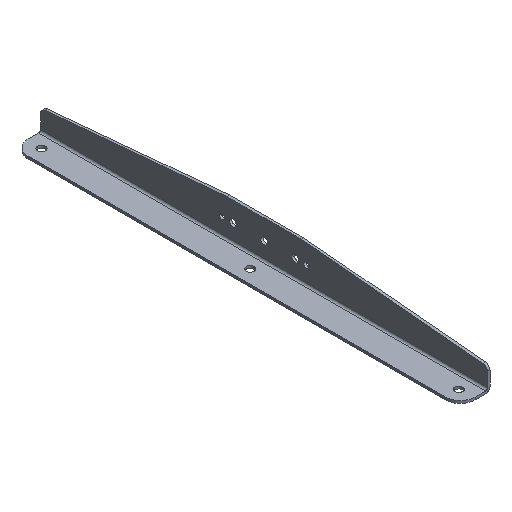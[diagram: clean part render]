
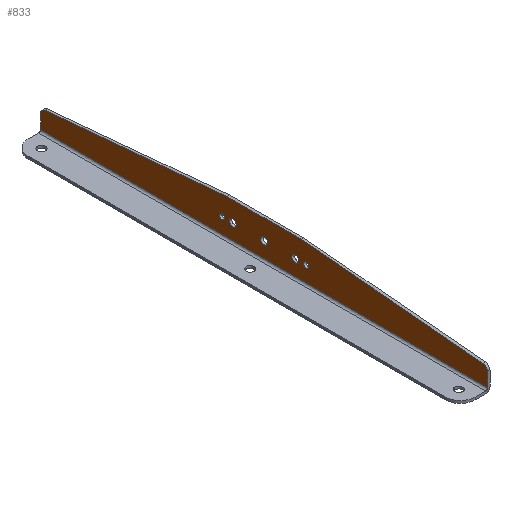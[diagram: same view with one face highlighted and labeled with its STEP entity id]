
A CAD part, isometric view. The second image highlights one B-rep face of the part: STEP entity #833.
In plain terms, the highlighted planar face has unit normal (-1, 0, 0).
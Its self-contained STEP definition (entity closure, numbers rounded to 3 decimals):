
#5=DIRECTION('',(0.,0.,1.));
#6=VECTOR('',#5,13.933);
#7=CARTESIAN_POINT('',(-2.5,0.,4.5));
#8=LINE('',#7,#6);
#226=CARTESIAN_POINT('',(-2.5,267.5,20.));
#227=DIRECTION('',(1.,0.,0.));
#228=DIRECTION('',(0.,-1.,0.));
#229=AXIS2_PLACEMENT_3D('',#226,#227,#228);
#231=CARTESIAN_POINT('',(-2.5,267.5,20.));
#232=DIRECTION('',(1.,0.,0.));
#233=DIRECTION('',(0.,1.,0.));
#234=AXIS2_PLACEMENT_3D('',#231,#232,#233);
#236=CARTESIAN_POINT('',(-2.5,256.5,20.));
#237=DIRECTION('',(1.,0.,0.));
#238=DIRECTION('',(0.,-1.,0.));
#239=AXIS2_PLACEMENT_3D('',#236,#237,#238);
#241=CARTESIAN_POINT('',(-2.5,256.5,20.));
#242=DIRECTION('',(1.,0.,0.));
#243=DIRECTION('',(0.,1.,0.));
#244=AXIS2_PLACEMENT_3D('',#241,#242,#243);
#246=CARTESIAN_POINT('',(-2.5,225.,20.));
#247=DIRECTION('',(1.,0.,0.));
#248=DIRECTION('',(0.,-1.,0.));
#249=AXIS2_PLACEMENT_3D('',#246,#247,#248);
#251=CARTESIAN_POINT('',(-2.5,225.,20.));
#252=DIRECTION('',(1.,0.,0.));
#253=DIRECTION('',(0.,1.,0.));
#254=AXIS2_PLACEMENT_3D('',#251,#252,#253);
#256=CARTESIAN_POINT('',(-2.5,182.5,20.));
#257=DIRECTION('',(1.,0.,0.));
#258=DIRECTION('',(0.,-1.,0.));
#259=AXIS2_PLACEMENT_3D('',#256,#257,#258);
#261=CARTESIAN_POINT('',(-2.5,182.5,20.));
#262=DIRECTION('',(1.,0.,0.));
#263=DIRECTION('',(0.,1.,0.));
#264=AXIS2_PLACEMENT_3D('',#261,#262,#263);
#266=CARTESIAN_POINT('',(-2.5,193.5,20.));
#267=DIRECTION('',(1.,0.,0.));
#268=DIRECTION('',(0.,-1.,0.));
#269=AXIS2_PLACEMENT_3D('',#266,#267,#268);
#271=CARTESIAN_POINT('',(-2.5,193.5,20.));
#272=DIRECTION('',(1.,0.,0.));
#273=DIRECTION('',(0.,1.,0.));
#274=AXIS2_PLACEMENT_3D('',#271,#272,#273);
#276=DIRECTION('',(0.,1.,0.));
#277=VECTOR('',#276,450.);
#278=CARTESIAN_POINT('',(-2.5,0.,4.5));
#279=LINE('',#278,#277);
#280=CARTESIAN_POINT('',(-2.5,445.,18.433));
#281=DIRECTION('',(-1.,0.,0.));
#282=DIRECTION('',(0.,0.09,0.996));
#283=AXIS2_PLACEMENT_3D('',#280,#281,#282);
#285=DIRECTION('',(0.,0.996,-0.09));
#286=VECTOR('',#285,183.702);
#287=CARTESIAN_POINT('',(-2.5,262.5,40.));
#288=LINE('',#287,#286);
#289=DIRECTION('',(0.,0.996,0.09));
#290=VECTOR('',#289,183.702);
#291=CARTESIAN_POINT('',(-2.5,4.549,23.412));
#292=LINE('',#291,#290);
#293=CARTESIAN_POINT('',(-2.5,5.,18.433));
#294=DIRECTION('',(-1.,0.,0.));
#295=DIRECTION('',(0.,-1.,0.));
#296=AXIS2_PLACEMENT_3D('',#293,#294,#295);
#344=DIRECTION('',(0.,0.,1.));
#345=VECTOR('',#344,13.933);
#346=CARTESIAN_POINT('',(-2.5,450.,4.5));
#347=LINE('',#346,#345);
#397=DIRECTION('',(0.,1.,0.));
#398=VECTOR('',#397,75.);
#399=CARTESIAN_POINT('',(-2.5,187.5,40.));
#400=LINE('',#399,#398);
#429=CARTESIAN_POINT('',(-2.5,264.85,20.));
#430=CARTESIAN_POINT('',(-2.5,270.15,20.));
#431=VERTEX_POINT('',#429);
#432=VERTEX_POINT('',#430);
#433=CARTESIAN_POINT('',(-2.5,179.85,20.));
#434=CARTESIAN_POINT('',(-2.5,185.15,20.));
#435=VERTEX_POINT('',#433);
#436=VERTEX_POINT('',#434);
#437=CARTESIAN_POINT('',(-2.5,262.5,40.));
#439=VERTEX_POINT('',#437);
#441=CARTESIAN_POINT('',(-2.5,187.5,40.));
#443=VERTEX_POINT('',#441);
#457=CARTESIAN_POINT('',(-2.5,445.451,23.412));
#458=VERTEX_POINT('',#457);
#459=CARTESIAN_POINT('',(-2.5,450.,18.433));
#460=VERTEX_POINT('',#459);
#461=CARTESIAN_POINT('',(-2.5,0.,18.433));
#462=CARTESIAN_POINT('',(-2.5,4.549,23.412));
#463=VERTEX_POINT('',#461);
#464=VERTEX_POINT('',#462);
#493=CARTESIAN_POINT('',(-2.5,253.,20.));
#494=CARTESIAN_POINT('',(-2.5,260.,20.));
#495=VERTEX_POINT('',#493);
#496=VERTEX_POINT('',#494);
#497=CARTESIAN_POINT('',(-2.5,221.5,20.));
#498=CARTESIAN_POINT('',(-2.5,228.5,20.));
#499=VERTEX_POINT('',#497);
#500=VERTEX_POINT('',#498);
#501=CARTESIAN_POINT('',(-2.5,190.,20.));
#502=CARTESIAN_POINT('',(-2.5,197.,20.));
#503=VERTEX_POINT('',#501);
#504=VERTEX_POINT('',#502);
#517=CARTESIAN_POINT('',(-2.5,0.,4.5));
#518=CARTESIAN_POINT('',(-2.5,450.,4.5));
#519=VERTEX_POINT('',#517);
#520=VERTEX_POINT('',#518);
#782=CARTESIAN_POINT('',(-2.5,0.,2.5));
#783=DIRECTION('',(-1.,0.,0.));
#784=DIRECTION('',(0.,0.,1.));
#785=AXIS2_PLACEMENT_3D('',#782,#783,#784);
#786=PLANE('',#785);
#788=ORIENTED_EDGE('',*,*,#787,.T.);
#790=ORIENTED_EDGE('',*,*,#789,.T.);
#792=ORIENTED_EDGE('',*,*,#791,.F.);
#794=ORIENTED_EDGE('',*,*,#793,.F.);
#796=ORIENTED_EDGE('',*,*,#795,.F.);
#798=ORIENTED_EDGE('',*,*,#797,.F.);
#800=ORIENTED_EDGE('',*,*,#799,.F.);
#801=ORIENTED_EDGE('',*,*,#534,.F.);
#802=EDGE_LOOP('',(#788,#790,#792,#794,#796,#798,#800,#801));
#803=FACE_OUTER_BOUND('',#802,.F.);
#805=ORIENTED_EDGE('',*,*,#804,.F.);
#807=ORIENTED_EDGE('',*,*,#806,.F.);
#808=EDGE_LOOP('',(#805,#807));
#809=FACE_BOUND('',#808,.F.);
#811=ORIENTED_EDGE('',*,*,#810,.F.);
#813=ORIENTED_EDGE('',*,*,#812,.F.);
#814=EDGE_LOOP('',(#811,#813));
#815=FACE_BOUND('',#814,.F.);
#817=ORIENTED_EDGE('',*,*,#816,.F.);
#819=ORIENTED_EDGE('',*,*,#818,.F.);
#820=EDGE_LOOP('',(#817,#819));
#821=FACE_BOUND('',#820,.F.);
#823=ORIENTED_EDGE('',*,*,#822,.F.);
#825=ORIENTED_EDGE('',*,*,#824,.F.);
#826=EDGE_LOOP('',(#823,#825));
#827=FACE_BOUND('',#826,.F.);
#828=ORIENTED_EDGE('',*,*,#772,.F.);
#830=ORIENTED_EDGE('',*,*,#829,.F.);
#831=EDGE_LOOP('',(#828,#830));
#832=FACE_BOUND('',#831,.F.);
#833=ADVANCED_FACE('',(#803,#809,#815,#821,#827,#832),#786,.T.);
#230=CIRCLE('',#229,2.65);
#235=CIRCLE('',#234,2.65);
#240=CIRCLE('',#239,3.5);
#245=CIRCLE('',#244,3.5);
#250=CIRCLE('',#249,3.5);
#255=CIRCLE('',#254,3.5);
#260=CIRCLE('',#259,2.65);
#265=CIRCLE('',#264,2.65);
#270=CIRCLE('',#269,3.5);
#275=CIRCLE('',#274,3.5);
#284=CIRCLE('',#283,5.);
#297=CIRCLE('',#296,5.);
#534=EDGE_CURVE('',#519,#463,#8,.T.);
#772=EDGE_CURVE('',#431,#432,#230,.T.);
#787=EDGE_CURVE('',#519,#520,#279,.T.);
#789=EDGE_CURVE('',#520,#460,#347,.T.);
#791=EDGE_CURVE('',#458,#460,#284,.T.);
#793=EDGE_CURVE('',#439,#458,#288,.T.);
#795=EDGE_CURVE('',#443,#439,#400,.T.);
#797=EDGE_CURVE('',#464,#443,#292,.T.);
#799=EDGE_CURVE('',#463,#464,#297,.T.);
#804=EDGE_CURVE('',#495,#496,#240,.T.);
#806=EDGE_CURVE('',#496,#495,#245,.T.);
#810=EDGE_CURVE('',#499,#500,#250,.T.);
#812=EDGE_CURVE('',#500,#499,#255,.T.);
#816=EDGE_CURVE('',#435,#436,#260,.T.);
#818=EDGE_CURVE('',#436,#435,#265,.T.);
#822=EDGE_CURVE('',#503,#504,#270,.T.);
#824=EDGE_CURVE('',#504,#503,#275,.T.);
#829=EDGE_CURVE('',#432,#431,#235,.T.);
